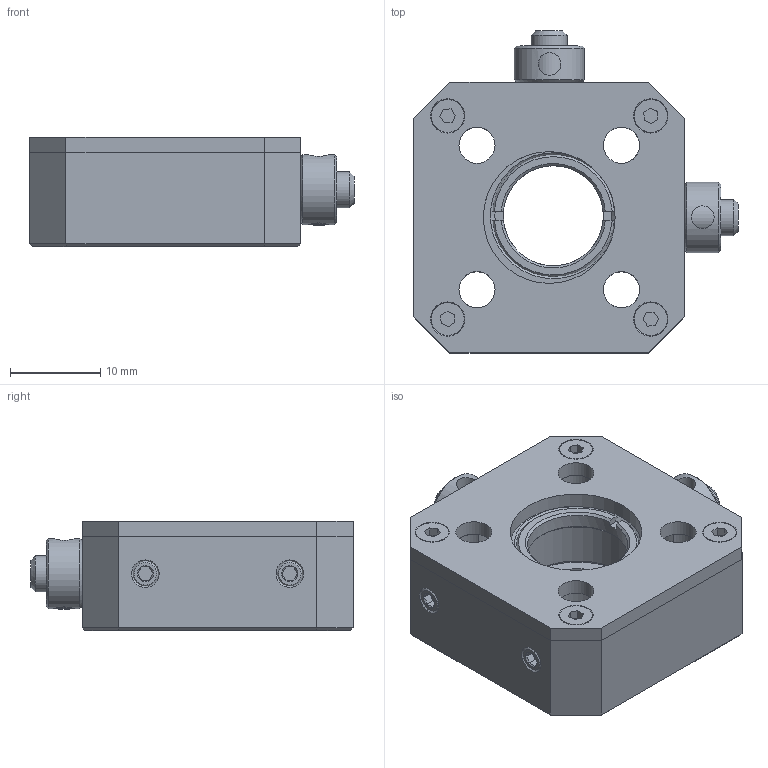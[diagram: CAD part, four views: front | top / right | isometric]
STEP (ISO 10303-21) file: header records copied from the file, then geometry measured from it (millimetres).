
FILE_DESCRIPTION (( 'STEP AP203' ), '1' );
FILE_NAME ('530196.STEP', '2025-05-07T06:07:13', ( 'Windows User' ), ( 'P R C' ), 'SwSTEP 2.0', 'SolidWorks 2020', '' );
FILE_SCHEMA (( 'CONFIG_CONTROL_DESIGN' ));
Length unit declared in the file: millimetre
Products named in the file (1): 530196
Bounding box: 35.92 x 35.67 x 12.1 mm (x, y, z)
Volume: 7544.3 mm3; surface area: 8348.6 mm2
Topology: 18 solids, 18 shells, 335 faces, 828 edges, 547 vertices
Faces by surface type: plane 174, cylinder 89, cone 72
Full cylindrical faces by diameter (mm): 1.4 x2, 1.6 x4, 2 x6, 2.2 x4, 2.5 x8, 2.99 x2, 3 x4, 3.659 x4, 3.75 x2, 4 x10, 4.1 x2, 5.5 x4, 6 x2, 7.8 x2, 11.089 x1, 11.4 x1, 12.95 x1, 12.954 x1, 13.589 x1, 13.954 x1, 14.6 x1
Entity records: 9525 total; most frequent: CARTESIAN_POINT 2366, DIRECTION 1456, ORIENTED_EDGE 1240, EDGE_CURVE 620, AXIS2_PLACEMENT_3D 574, EDGE_LOOP 542, VERTEX_POINT 472, FACE_OUTER_BOUND 398
